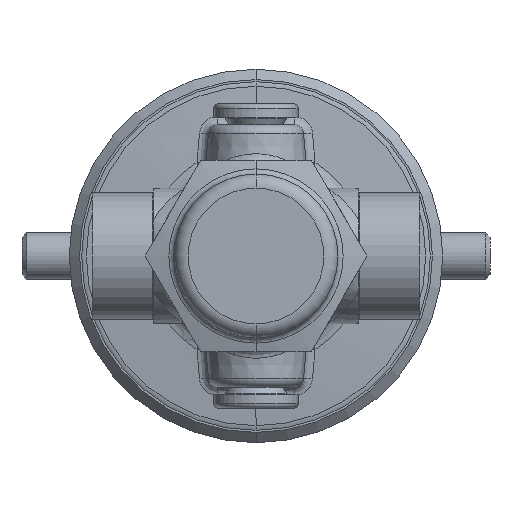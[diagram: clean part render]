
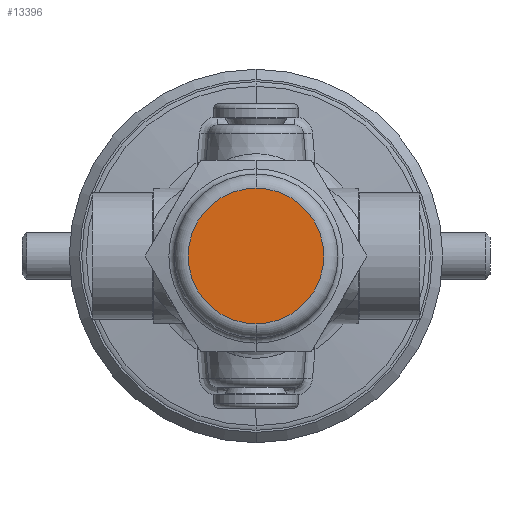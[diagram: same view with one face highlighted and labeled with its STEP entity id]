
A CAD part, front view. The second image highlights one B-rep face of the part: STEP entity #13396.
In plain terms, the highlighted planar face has unit normal (0, -1, 0).
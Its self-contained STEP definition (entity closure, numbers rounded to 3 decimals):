
#132 = CARTESIAN_POINT ( 'NONE',  ( 0., -48., 14.5 ) ) ;
#154 = EDGE_CURVE ( 'NONE', #6668, #5371, #1958, .T. ) ;
#1470 = CARTESIAN_POINT ( 'NONE',  ( 0., -48., 0. ) ) ;
#1572 = DIRECTION ( 'NONE',  ( 0., 1., 0. ) ) ;
#1598 = AXIS2_PLACEMENT_3D ( 'NONE', #4902, #12703, #5740 ) ;
#1793 = ORIENTED_EDGE ( 'NONE', *, *, #154, .F. ) ;
#1958 = CIRCLE ( 'NONE', #1598, 14.5 ) ;
#2419 = AXIS2_PLACEMENT_3D ( 'NONE', #1470, #3833, #11677 ) ;
#3833 = DIRECTION ( 'NONE',  ( 0., 1., 0. ) ) ;
#4902 = CARTESIAN_POINT ( 'NONE',  ( 0., -48., 0. ) ) ;
#5371 = VERTEX_POINT ( 'NONE', #6271 ) ;
#5740 = DIRECTION ( 'NONE',  ( 0., 0., -1. ) ) ;
#5836 = ORIENTED_EDGE ( 'NONE', *, *, #7332, .F. ) ;
#6106 = AXIS2_PLACEMENT_3D ( 'NONE', #8463, #1572, #9565 ) ;
#6271 = CARTESIAN_POINT ( 'NONE',  ( 0., -48., -14.5 ) ) ;
#6668 = VERTEX_POINT ( 'NONE', #132 ) ;
#7332 = EDGE_CURVE ( 'NONE', #5371, #6668, #12056, .T. ) ;
#7456 = EDGE_LOOP ( 'NONE', ( #5836, #1793 ) ) ;
#8463 = CARTESIAN_POINT ( 'NONE',  ( 0., -48., 0. ) ) ;
#9424 = PLANE ( 'NONE',  #2419 ) ;
#9565 = DIRECTION ( 'NONE',  ( 0., 0., -1. ) ) ;
#11677 = DIRECTION ( 'NONE',  ( 0., 0., -1. ) ) ;
#12056 = CIRCLE ( 'NONE', #6106, 14.5 ) ;
#12148 = FACE_OUTER_BOUND ( 'NONE', #7456, .T. ) ;
#12703 = DIRECTION ( 'NONE',  ( 0., 1., 0. ) ) ;
#13396 = ADVANCED_FACE ( 'NONE', ( #12148 ), #9424, .F. ) ;
